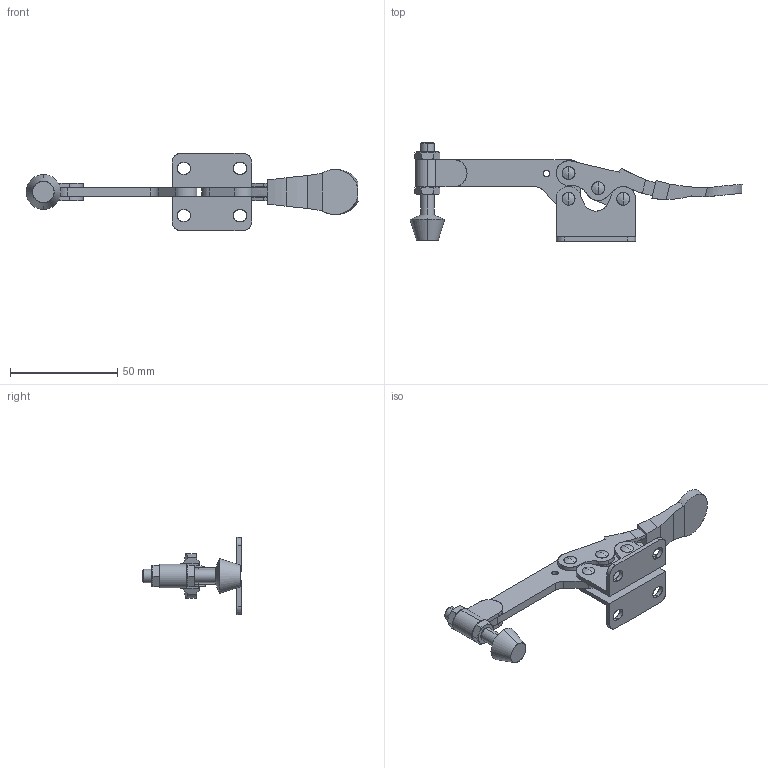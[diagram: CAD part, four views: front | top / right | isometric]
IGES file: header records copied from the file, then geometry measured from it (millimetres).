
Start section: SolidWorks IGES file using analytic representation for surfaces
Global section: file name: GH-201-BS(ﾂｲ､ﾆ)-1.IGS,; native system: SolidWorks 2016; preprocessor: SolidWorks 2016; author: LinWei; date: 200717.162810; units: millimetre
Bounding box: 154.84 x 45.94 x 36 mm (x, y, z)
Surface area: 16864.1 mm2 (no closed solid volume)
Topology: 0 solids, 0 shells, 249 faces, 3767 edges, 3763 vertices
Faces by surface type: revolution 156, bspline 93
